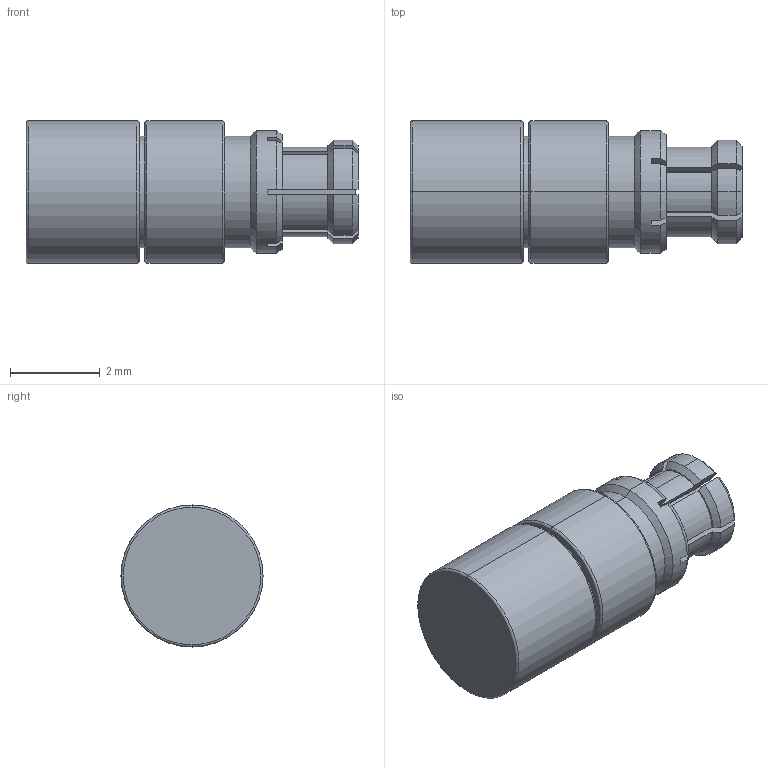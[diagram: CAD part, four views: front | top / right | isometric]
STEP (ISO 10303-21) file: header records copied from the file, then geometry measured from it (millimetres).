
FILE_DESCRIPTION (( 'STEP AP203' ), '1' );
FILE_NAME ('ST4079.step', '2018-07-05T18:03:48', ( '' ), ( '' ), 'SwSTEP 2.0', 'SolidWorks 2017', '' );
FILE_SCHEMA (( 'CONFIG_CONTROL_DESIGN' ));
Length unit declared in the file: inch
Products named in the file (1): ST4079
Bounding box: 7.42 x 3.17 x 3.17 mm (x, y, z)
Volume: 42.6 mm3; surface area: 111.6 mm2
Topology: 1 solids, 1 shells, 113 faces, 302 edges, 196 vertices
Faces by surface type: plane 43, cone 30, cylinder 26, torus 8, bspline 6
Entity records: 4277 total; most frequent: CARTESIAN_POINT 1407, ORIENTED_EDGE 604, DIRECTION 578, EDGE_CURVE 302, AXIS2_PLACEMENT_3D 229, VERTEX_POINT 196, CIRCLE 121, LINE 120
